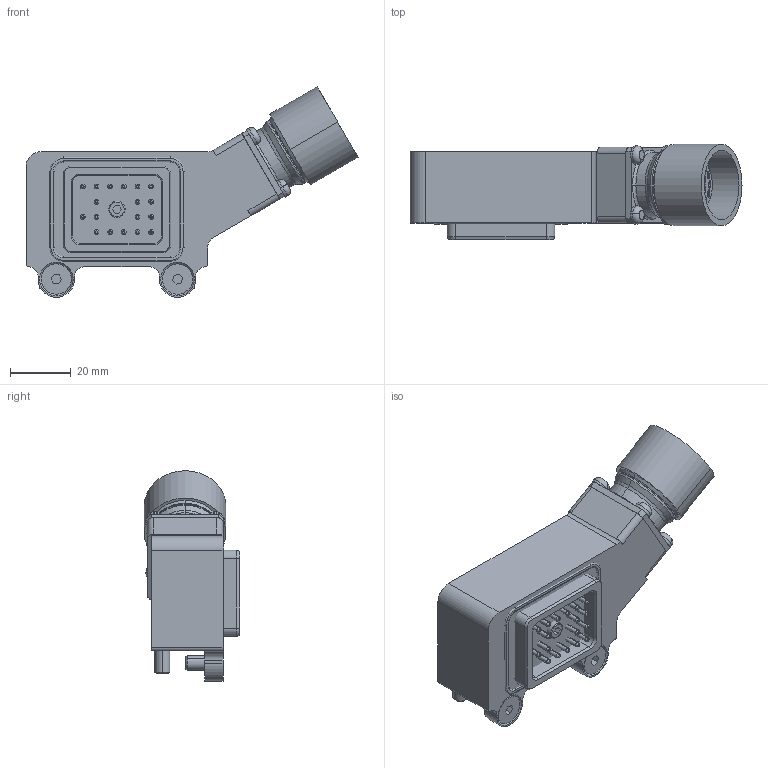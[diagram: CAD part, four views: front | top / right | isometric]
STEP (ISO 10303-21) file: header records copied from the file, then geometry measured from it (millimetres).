
FILE_DESCRIPTION (( 'STEP AP203' ), '1' );
FILE_NAME ('P1390.STEP', '2021-06-23T14:24:29', ( '' ), ( '' ), 'SwSTEP 2.0', 'SolidWorks 2019', '' );
FILE_SCHEMA (( 'CONFIG_CONTROL_DESIGN' ));
Length unit declared in the file: millimetre
Products named in the file (1): P1390
Bounding box: 109.5 x 31.45 x 69.45 mm (x, y, z)
Volume: 81044 mm3; surface area: 34231.8 mm2
Topology: 51 solids, 51 shells, 1920 faces, 4429 edges, 2772 vertices
Faces by surface type: cylinder 723, plane 613, cone 252, bspline 196, torus 136
Entity records: 65331 total; most frequent: CARTESIAN_POINT 22107, DIRECTION 8996, ORIENTED_EDGE 8762, EDGE_CURVE 4381, AXIS2_PLACEMENT_3D 3523, VERTEX_POINT 2772, EDGE_LOOP 2223, VECTOR 1950
